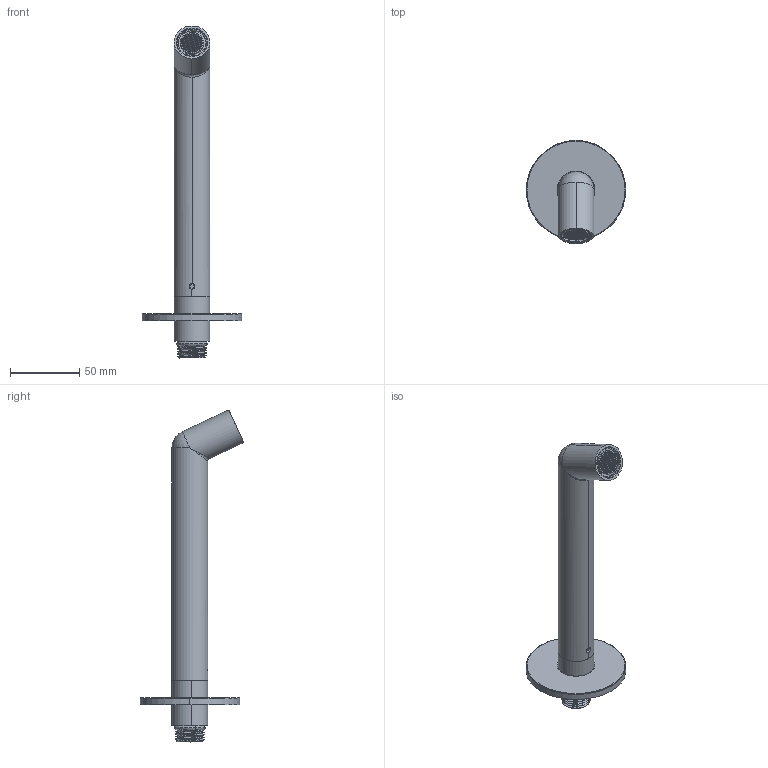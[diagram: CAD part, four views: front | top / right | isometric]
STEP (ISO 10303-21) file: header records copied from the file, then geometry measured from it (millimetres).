
FILE_DESCRIPTION((''),'2;1');
FILE_NAME('64273MP_ASM','2023-07-16T13:22:23',('dell'),(''),'CREO PARAMETRIC BY PTC INC, 2019224','CREO PARAMETRIC BY PTC INC, 2019224','');
FILE_SCHEMA(('CONFIG_CONTROL_DESIGN'));
Length unit declared in the file: millimetre
Products named in the file (11): 863-1700_X2_63A57BA1_X0_A_ID166; M5X5_X2_87BA4E1D_X0__ID158_X_T_; O_X2_578B5708_X0_22X2_5_ID154_X; O_X2_578B5708_X0_16X2_ID146_X_T; O_X2_578B5708_X0_16X2_ID142_X_T; 615-1700_X2_51FA6C347BA19762677; 615-1700_X2_51FA6C347BA1_X0__ID; M21_5X1_X2_51857F6E8D776CE15668; 615-1700_X_T_1_ASM_1_ASM; 615-1700_X_T_ASM_1_ASM; 64273MP_ASM
Assembly tree (10 placements, depth 4):
  64273MP_ASM
    615-1700_X_T_ASM_1_ASM
      615-1700_X_T_1_ASM_1_ASM
        863-1700_X2_63A57BA1_X0_A_ID166
        M5X5_X2_87BA4E1D_X0__ID158_X_T_
        O_X2_578B5708_X0_22X2_5_ID154_X
        O_X2_578B5708_X0_16X2_ID146_X_T
        O_X2_578B5708_X0_16X2_ID142_X_T
        615-1700_X2_51FA6C347BA19762677
        615-1700_X2_51FA6C347BA1_X0__ID
        M21_5X1_X2_51857F6E8D776CE15668
Bounding box: 72 x 75.09 x 240.4 mm (x, y, z)
Volume: 58969.4 mm3; surface area: 54875.9 mm2
Topology: 7 solids, 8 shells, 757 faces, 1885 edges, 1222 vertices
Faces by surface type: plane 542, cylinder 109, torus 72, cone 25, bspline 7, sphere 2
Entity records: 33898 total; most frequent: CARTESIAN_POINT 15439, ORIENTED_EDGE 3758, DIRECTION 3721, EDGE_CURVE 1881, VECTOR 1411, LINE 1411, VERTEX_POINT 1222, AXIS2_PLACEMENT_3D 1155
